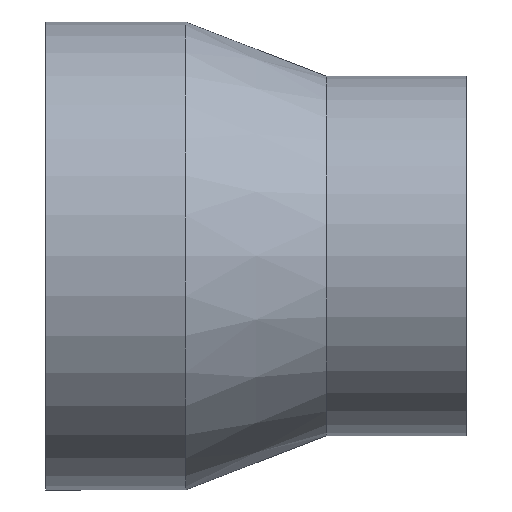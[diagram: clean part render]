
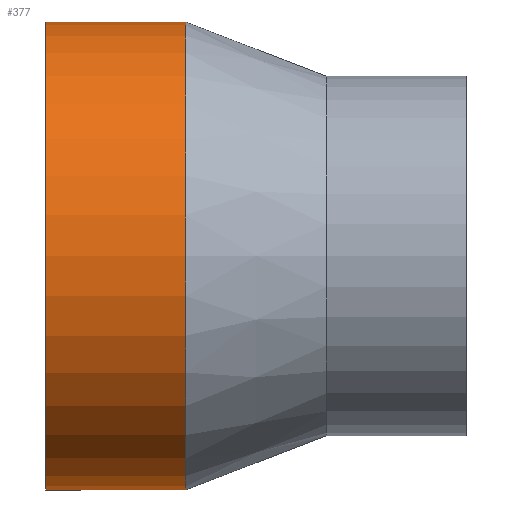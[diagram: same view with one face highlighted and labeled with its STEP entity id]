
A CAD part, top view. The second image highlights one B-rep face of the part: STEP entity #377.
In plain terms, the highlighted cylindrical face has radius 16.7 mm (diameter 33.4 mm), a partial arc.
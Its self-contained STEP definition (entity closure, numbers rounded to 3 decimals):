
#3 = CARTESIAN_POINT ( 'NONE',  ( 0., 0., 0. ) ) ;
#16 = CIRCLE ( 'NONE', #355, 16.7 ) ;
#19 = DIRECTION ( 'NONE',  ( 0., 1., 0. ) ) ;
#21 = DIRECTION ( 'NONE',  ( 1., 0., 0. ) ) ;
#29 = CARTESIAN_POINT ( 'NONE',  ( 0., 16.7, 0. ) ) ;
#32 = CARTESIAN_POINT ( 'NONE',  ( 241.84, 0., 0. ) ) ;
#39 = CARTESIAN_POINT ( 'NONE',  ( 10., 0., 0. ) ) ;
#49 = AXIS2_PLACEMENT_3D ( 'NONE', #32, #351, #321 ) ;
#54 = EDGE_LOOP ( 'NONE', ( #265, #140, #219, #165 ) ) ;
#74 = DIRECTION ( 'NONE',  ( 1., 0., 0. ) ) ;
#104 = VERTEX_POINT ( 'NONE', #389 ) ;
#109 = AXIS2_PLACEMENT_3D ( 'NONE', #3, #385, #357 ) ;
#126 = VECTOR ( 'NONE', #21, 1000. ) ;
#140 = ORIENTED_EDGE ( 'NONE', *, *, #162, .T. ) ;
#141 = EDGE_CURVE ( 'NONE', #350, #155, #16, .T. ) ;
#154 = EDGE_CURVE ( 'NONE', #318, #350, #301, .T. ) ;
#155 = VERTEX_POINT ( 'NONE', #215 ) ;
#162 = EDGE_CURVE ( 'NONE', #104, #155, #297, .T. ) ;
#163 = CARTESIAN_POINT ( 'NONE',  ( 10., 16.7, 0. ) ) ;
#165 = ORIENTED_EDGE ( 'NONE', *, *, #154, .F. ) ;
#187 = VECTOR ( 'NONE', #74, 1000. ) ;
#211 = CARTESIAN_POINT ( 'NONE',  ( 241.84, -16.7, 0. ) ) ;
#215 = CARTESIAN_POINT ( 'NONE',  ( 10., -16.7, 0. ) ) ;
#219 = ORIENTED_EDGE ( 'NONE', *, *, #141, .F. ) ;
#239 = DIRECTION ( 'NONE',  ( 1., 0., 0. ) ) ;
#254 = FACE_OUTER_BOUND ( 'NONE', #54, .T. ) ;
#265 = ORIENTED_EDGE ( 'NONE', *, *, #352, .T. ) ;
#270 = CIRCLE ( 'NONE', #109, 16.7 ) ;
#297 = LINE ( 'NONE', #211, #126 ) ;
#301 = LINE ( 'NONE', #366, #187 ) ;
#317 = CYLINDRICAL_SURFACE ( 'NONE', #49, 16.7 ) ;
#318 = VERTEX_POINT ( 'NONE', #29 ) ;
#321 = DIRECTION ( 'NONE',  ( 0., 1., 0. ) ) ;
#350 = VERTEX_POINT ( 'NONE', #163 ) ;
#351 = DIRECTION ( 'NONE',  ( 1., 0., 0. ) ) ;
#352 = EDGE_CURVE ( 'NONE', #318, #104, #270, .T. ) ;
#355 = AXIS2_PLACEMENT_3D ( 'NONE', #39, #239, #19 ) ;
#357 = DIRECTION ( 'NONE',  ( 0., 1., 0. ) ) ;
#366 = CARTESIAN_POINT ( 'NONE',  ( 241.84, 16.7, 0. ) ) ;
#377 = ADVANCED_FACE ( 'NONE', ( #254 ), #317, .T. ) ;
#385 = DIRECTION ( 'NONE',  ( 1., 0., 0. ) ) ;
#389 = CARTESIAN_POINT ( 'NONE',  ( 0., -16.7, 0. ) ) ;
